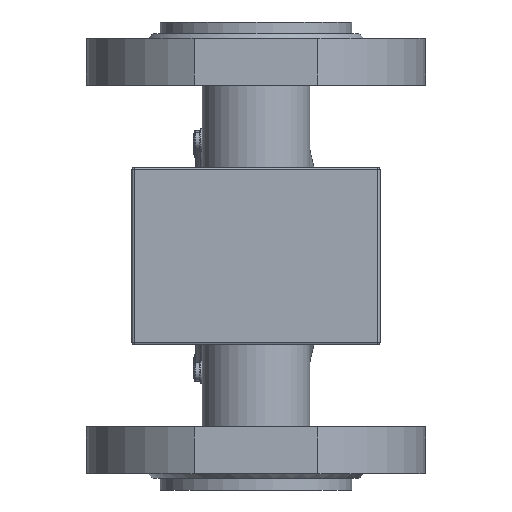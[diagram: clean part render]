
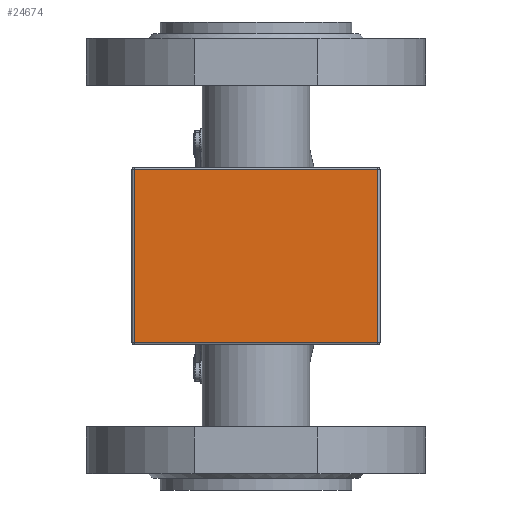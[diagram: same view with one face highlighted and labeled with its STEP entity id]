
A CAD part, front view. The second image highlights one B-rep face of the part: STEP entity #24674.
In plain terms, the highlighted planar face has unit normal (0, -1, 0).
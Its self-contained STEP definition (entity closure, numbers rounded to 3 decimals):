
#626 = ORIENTED_EDGE ( 'NONE', *, *, #3377, .T. ) ;
#928 = DIRECTION ( 'NONE',  ( -1., 0., 0. ) ) ;
#1396 = VERTEX_POINT ( 'NONE', #32570 ) ;
#1627 = CARTESIAN_POINT ( 'NONE',  ( 52., -50., -76. ) ) ;
#2858 = CARTESIAN_POINT ( 'NONE',  ( -52., -50., -1. ) ) ;
#3377 = EDGE_CURVE ( 'NONE', #7962, #20332, #12294, .T. ) ;
#3562 = CARTESIAN_POINT ( 'NONE',  ( 52., -50., -1. ) ) ;
#5909 = CARTESIAN_POINT ( 'NONE',  ( -53., -50., -76. ) ) ;
#6210 = VERTEX_POINT ( 'NONE', #3562 ) ;
#6462 = VECTOR ( 'NONE', #18394, 1000. ) ;
#7962 = VERTEX_POINT ( 'NONE', #2858 ) ;
#8246 = PLANE ( 'NONE',  #19549 ) ;
#8459 = DIRECTION ( 'NONE',  ( 0., -1., 0. ) ) ;
#9420 = EDGE_CURVE ( 'NONE', #1396, #6210, #25118, .T. ) ;
#10936 = EDGE_CURVE ( 'NONE', #20332, #1396, #19936, .T. ) ;
#11824 = VECTOR ( 'NONE', #928, 1000. ) ;
#12294 = LINE ( 'NONE', #16941, #24951 ) ;
#13271 = VECTOR ( 'NONE', #29595, 1000. ) ;
#16485 = EDGE_CURVE ( 'NONE', #6210, #7962, #18587, .T. ) ;
#16941 = CARTESIAN_POINT ( 'NONE',  ( -52., -50., -76. ) ) ;
#18394 = DIRECTION ( 'NONE',  ( 1., 0., 0. ) ) ;
#18587 = LINE ( 'NONE', #25775, #11824 ) ;
#19549 = AXIS2_PLACEMENT_3D ( 'NONE', #5909, #8459, #26167 ) ;
#19936 = LINE ( 'NONE', #31106, #6462 ) ;
#20332 = VERTEX_POINT ( 'NONE', #27044 ) ;
#21995 = DIRECTION ( 'NONE',  ( 0., 0., -1. ) ) ;
#24674 = ADVANCED_FACE ( 'NONE', ( #27322 ), #8246, .T. ) ;
#24707 = ORIENTED_EDGE ( 'NONE', *, *, #9420, .T. ) ;
#24951 = VECTOR ( 'NONE', #21995, 1000. ) ;
#25118 = LINE ( 'NONE', #1627, #13271 ) ;
#25775 = CARTESIAN_POINT ( 'NONE',  ( -53., -50., -1. ) ) ;
#26167 = DIRECTION ( 'NONE',  ( 0., 0., -1. ) ) ;
#27044 = CARTESIAN_POINT ( 'NONE',  ( -52., -50., -75. ) ) ;
#27322 = FACE_OUTER_BOUND ( 'NONE', #32154, .T. ) ;
#28866 = ORIENTED_EDGE ( 'NONE', *, *, #16485, .T. ) ;
#29267 = ORIENTED_EDGE ( 'NONE', *, *, #10936, .T. ) ;
#29595 = DIRECTION ( 'NONE',  ( 0., 0., 1. ) ) ;
#31106 = CARTESIAN_POINT ( 'NONE',  ( -53., -50., -75. ) ) ;
#32154 = EDGE_LOOP ( 'NONE', ( #626, #29267, #24707, #28866 ) ) ;
#32570 = CARTESIAN_POINT ( 'NONE',  ( 52., -50., -75. ) ) ;
